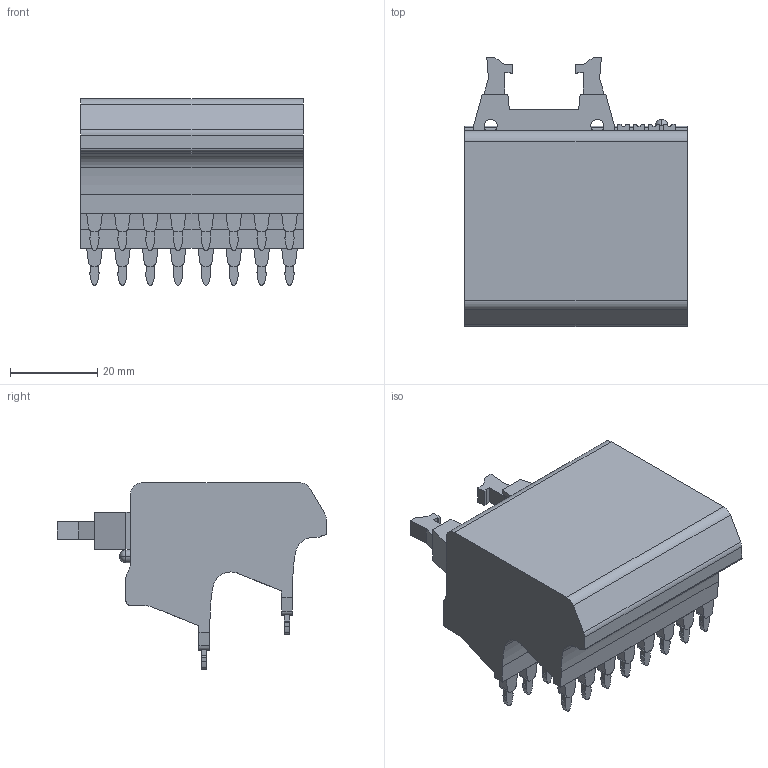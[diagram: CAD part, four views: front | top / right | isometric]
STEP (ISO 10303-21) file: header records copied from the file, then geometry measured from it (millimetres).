
FILE_DESCRIPTION(('CATIA V5R24 STEP','CAx-IF Rec.Pracs.--- Model Styling and Organization---1.2---2011-12-15'),'2;1');
FILE_NAME ('6265257_3', '2017-08-15T11:42:07+00:00', ('Weidmueller Interface'), ('Weidmueller'), 'CATIA Version 5-6 Release 2014 SP4', 'CATIA V5 STEP AP214', 'none');
FILE_SCHEMA(('AUTOMOTIVE_DESIGN { 1 0 10303 214 1 1 1 1 }'));
Length unit declared in the file: millimetre
Products named in the file (1): 1463520000
Bounding box: 51 x 61.85 x 42.8 mm (x, y, z)
Volume: 56316.3 mm3; surface area: 14622.5 mm2
Topology: 33 solids, 33 shells, 689 faces, 1838 edges, 1235 vertices
Faces by surface type: plane 459, cylinder 141, extrusion 77, bspline 8, sphere 4
Entity records: 22783 total; most frequent: CARTESIAN_POINT 5432, ORIENTED_EDGE 3668, DIRECTION 2827, EDGE_CURVE 1834, VECTOR 1393, LINE 1316, VERTEX_POINT 1235, AXIS2_PLACEMENT_3D 928
